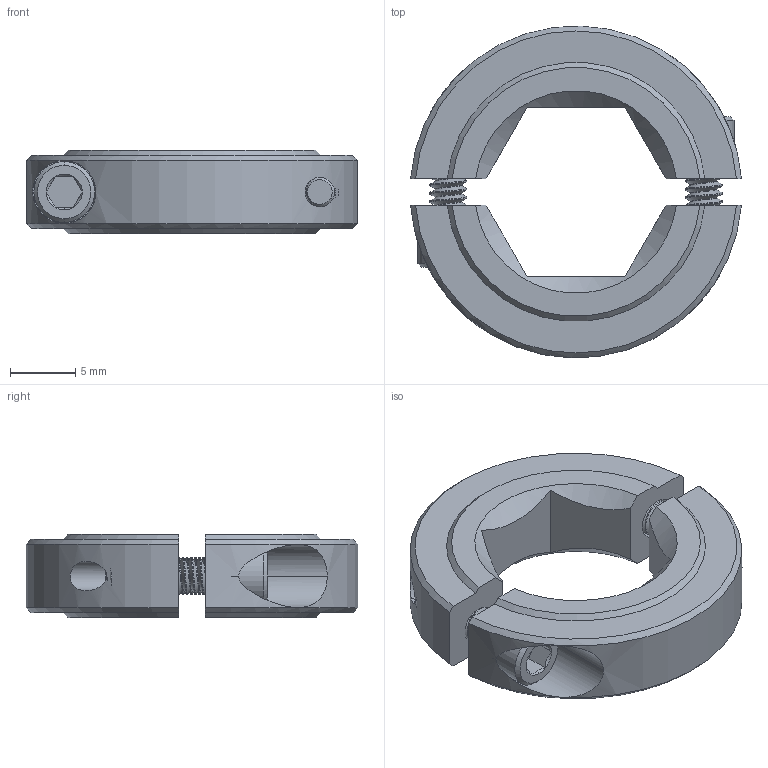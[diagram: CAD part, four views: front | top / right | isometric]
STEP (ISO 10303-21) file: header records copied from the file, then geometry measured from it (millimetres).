
FILE_DESCRIPTION (( 'STEP AP203' ), '1' );
FILE_NAME ('am-1636 500Hex Thin Collar Clamp (2 Part) Assembly.STEP', '2022-06-07T13:03:30', ( '' ), ( '' ), 'SwSTEP 2.0', 'SolidWorks 2021', '' );
FILE_SCHEMA (( 'CONFIG_CONTROL_DESIGN' ));
Length unit declared in the file: inch
Products named in the file (3): 500Hex Thin Collar Clamp Body (2 Part); 4-40 x 0.375 SHCS with threads_91251A108; am-1636 500Hex Thin Collar Clamp (2 Part) Assembly
Assembly tree (4 placements, depth 2):
  am-1636 500Hex Thin Collar Clamp (2 Part) Assembly
    500Hex Thin Collar Clamp Body (2 Part)  x2
    4-40 x 0.375 SHCS with threads_91251A108  x2
Bounding box: 25.32 x 25.39 x 6.35 mm (x, y, z)
Volume: 1847.7 mm3; surface area: 2051.8 mm2
Topology: 4 solids, 4 shells, 224 faces, 598 edges, 386 vertices
Faces by surface type: cylinder 142, plane 40, cone 38, bspline 4
Entity records: 5467 total; most frequent: CARTESIAN_POINT 2708, ORIENTED_EDGE 598, DIRECTION 416, EDGE_CURVE 299, VERTEX_POINT 193, AXIS2_PLACEMENT_3D 158, EDGE_LOOP 118, FACE_OUTER_BOUND 112
